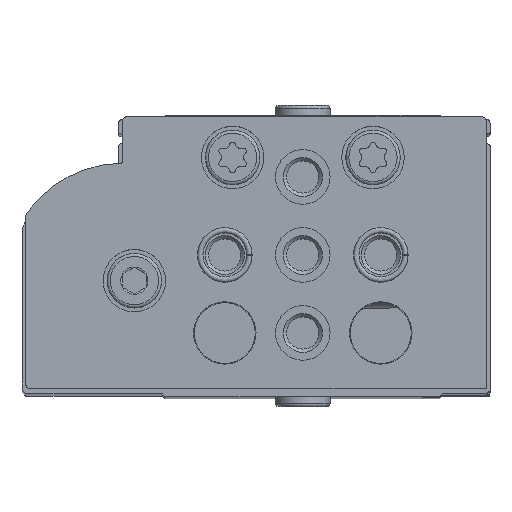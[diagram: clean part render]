
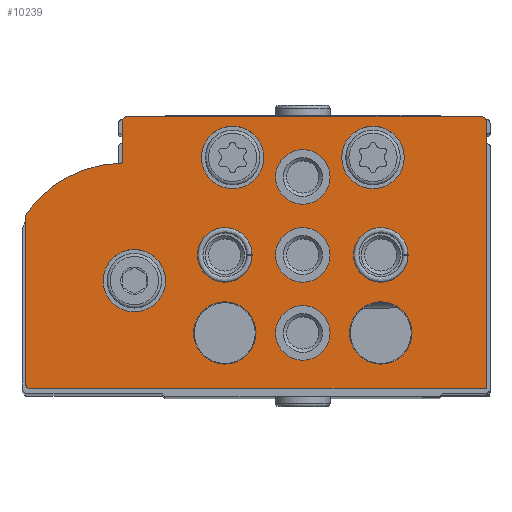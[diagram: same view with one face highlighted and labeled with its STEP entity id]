
A CAD part, top view. The second image highlights one B-rep face of the part: STEP entity #10239.
In plain terms, the highlighted face is planar.
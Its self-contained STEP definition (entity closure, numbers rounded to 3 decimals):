
#1047=LINE('',#17178,#1814);
#1049=LINE('',#17182,#1816);
#1052=LINE('',#17190,#1819);
#1057=LINE('',#17206,#1824);
#1060=LINE('',#17214,#1827);
#1814=VECTOR('',#13884,1000.);
#1816=VECTOR('',#13888,1000.);
#1819=VECTOR('',#13897,1000.);
#1824=VECTOR('',#13916,1000.);
#1827=VECTOR('',#13925,1000.);
#3928=ORIENTED_EDGE('',*,*,#5752,.T.);
#3929=ORIENTED_EDGE('',*,*,#5753,.T.);
#3930=ORIENTED_EDGE('',*,*,#5754,.T.);
#3931=ORIENTED_EDGE('',*,*,#5755,.T.);
#3932=ORIENTED_EDGE('',*,*,#5756,.T.);
#3933=ORIENTED_EDGE('',*,*,#5757,.T.);
#3934=ORIENTED_EDGE('',*,*,#5758,.T.);
#3935=ORIENTED_EDGE('',*,*,#5759,.T.);
#3936=ORIENTED_EDGE('',*,*,#5760,.T.);
#3937=ORIENTED_EDGE('',*,*,#5761,.T.);
#3938=ORIENTED_EDGE('',*,*,#5729,.F.);
#3939=ORIENTED_EDGE('',*,*,#5750,.F.);
#3940=ORIENTED_EDGE('',*,*,#5748,.F.);
#3941=ORIENTED_EDGE('',*,*,#5746,.F.);
#3942=ORIENTED_EDGE('',*,*,#5744,.T.);
#3943=ORIENTED_EDGE('',*,*,#5742,.F.);
#3944=ORIENTED_EDGE('',*,*,#5740,.F.);
#3945=ORIENTED_EDGE('',*,*,#5738,.F.);
#3946=ORIENTED_EDGE('',*,*,#5736,.F.);
#3947=ORIENTED_EDGE('',*,*,#5734,.F.);
#3948=ORIENTED_EDGE('',*,*,#5732,.F.);
#5729=EDGE_CURVE('',#6848,#6849,#7477,.T.);
#5732=EDGE_CURVE('',#6849,#6850,#1047,.T.);
#5734=EDGE_CURVE('',#6850,#6851,#1049,.T.);
#5736=EDGE_CURVE('',#6851,#6852,#7478,.T.);
#5738=EDGE_CURVE('',#6852,#6853,#1052,.T.);
#5740=EDGE_CURVE('',#6853,#6854,#7479,.T.);
#5742=EDGE_CURVE('',#6854,#6855,#7480,.T.);
#5744=EDGE_CURVE('',#6856,#6855,#7481,.T.);
#5746=EDGE_CURVE('',#6856,#6857,#1057,.T.);
#5748=EDGE_CURVE('',#6857,#6858,#7482,.T.);
#5750=EDGE_CURVE('',#6858,#6848,#1060,.T.);
#5752=EDGE_CURVE('',#6859,#6859,#7483,.T.);
#5753=EDGE_CURVE('',#6860,#6860,#7484,.T.);
#5754=EDGE_CURVE('',#6861,#6861,#7485,.T.);
#5755=EDGE_CURVE('',#6862,#6862,#7486,.T.);
#5756=EDGE_CURVE('',#6863,#6863,#7487,.T.);
#5757=EDGE_CURVE('',#6864,#6864,#7488,.T.);
#5758=EDGE_CURVE('',#6865,#6865,#7489,.T.);
#5759=EDGE_CURVE('',#6866,#6866,#7490,.T.);
#5760=EDGE_CURVE('',#6867,#6867,#7491,.T.);
#5761=EDGE_CURVE('',#6868,#6868,#7492,.T.);
#6848=VERTEX_POINT('',#17173);
#6849=VERTEX_POINT('',#17174);
#6850=VERTEX_POINT('',#17179);
#6851=VERTEX_POINT('',#17183);
#6852=VERTEX_POINT('',#17187);
#6853=VERTEX_POINT('',#17191);
#6854=VERTEX_POINT('',#17195);
#6855=VERTEX_POINT('',#17199);
#6856=VERTEX_POINT('',#17203);
#6857=VERTEX_POINT('',#17207);
#6858=VERTEX_POINT('',#17211);
#6859=VERTEX_POINT('',#17218);
#6860=VERTEX_POINT('',#17220);
#6861=VERTEX_POINT('',#17222);
#6862=VERTEX_POINT('',#17224);
#6863=VERTEX_POINT('',#17226);
#6864=VERTEX_POINT('',#17228);
#6865=VERTEX_POINT('',#17230);
#6866=VERTEX_POINT('',#17232);
#6867=VERTEX_POINT('',#17234);
#6868=VERTEX_POINT('',#17236);
#7477=CIRCLE('',#11308,0.5);
#7478=CIRCLE('',#11312,0.5);
#7479=CIRCLE('',#11315,1.);
#7480=CIRCLE('',#11317,15.);
#7481=CIRCLE('',#11319,0.3);
#7482=CIRCLE('',#11322,0.5);
#7483=CIRCLE('',#11325,4.);
#7484=CIRCLE('',#11326,4.);
#7485=CIRCLE('',#11327,4.);
#7486=CIRCLE('',#11328,3.5);
#7487=CIRCLE('',#11329,3.5);
#7488=CIRCLE('',#11330,3.5);
#7489=CIRCLE('',#11331,3.5);
#7490=CIRCLE('',#11332,3.5);
#7491=CIRCLE('',#11333,4.);
#7492=CIRCLE('',#11334,4.);
#8257=EDGE_LOOP('',(#3928));
#8258=EDGE_LOOP('',(#3929));
#8259=EDGE_LOOP('',(#3930));
#8260=EDGE_LOOP('',(#3931));
#8261=EDGE_LOOP('',(#3932));
#8262=EDGE_LOOP('',(#3933));
#8263=EDGE_LOOP('',(#3934));
#8264=EDGE_LOOP('',(#3935));
#8265=EDGE_LOOP('',(#3936));
#8266=EDGE_LOOP('',(#3937));
#8267=EDGE_LOOP('',(#3938,#3939,#3940,#3941,#3942,#3943,#3944,#3945,#3946,
#3947,#3948));
#9182=FACE_BOUND('',#8257,.T.);
#9183=FACE_BOUND('',#8258,.T.);
#9184=FACE_BOUND('',#8259,.T.);
#9185=FACE_BOUND('',#8260,.T.);
#9186=FACE_BOUND('',#8261,.T.);
#9187=FACE_BOUND('',#8262,.T.);
#9188=FACE_BOUND('',#8263,.T.);
#9189=FACE_BOUND('',#8264,.T.);
#9190=FACE_BOUND('',#8265,.T.);
#9191=FACE_BOUND('',#8266,.T.);
#9192=FACE_BOUND('',#8267,.T.);
#9744=PLANE('',#11324);
#10239=ADVANCED_FACE('',(#9182,#9183,#9184,#9185,#9186,#9187,#9188,#9189,
#9190,#9191,#9192),#9744,.F.);
#11308=AXIS2_PLACEMENT_3D('',#17172,#13878,#13879);
#11312=AXIS2_PLACEMENT_3D('',#17186,#13892,#13893);
#11315=AXIS2_PLACEMENT_3D('',#17194,#13901,#13902);
#11317=AXIS2_PLACEMENT_3D('',#17198,#13906,#13907);
#11319=AXIS2_PLACEMENT_3D('',#17202,#13911,#13912);
#11322=AXIS2_PLACEMENT_3D('',#17210,#13920,#13921);
#11324=AXIS2_PLACEMENT_3D('',#17216,#13927,#13928);
#11325=AXIS2_PLACEMENT_3D('',#17217,#13929,#13930);
#11326=AXIS2_PLACEMENT_3D('',#17219,#13931,#13932);
#11327=AXIS2_PLACEMENT_3D('',#17221,#13933,#13934);
#11328=AXIS2_PLACEMENT_3D('',#17223,#13935,#13936);
#11329=AXIS2_PLACEMENT_3D('',#17225,#13937,#13938);
#11330=AXIS2_PLACEMENT_3D('',#17227,#13939,#13940);
#11331=AXIS2_PLACEMENT_3D('',#17229,#13941,#13942);
#11332=AXIS2_PLACEMENT_3D('',#17231,#13943,#13944);
#11333=AXIS2_PLACEMENT_3D('',#17233,#13945,#13946);
#11334=AXIS2_PLACEMENT_3D('',#17235,#13947,#13948);
#13878=DIRECTION('',(0.,0.,1.));
#13879=DIRECTION('',(1.,0.,0.));
#13884=DIRECTION('',(0.,-1.,0.));
#13888=DIRECTION('',(1.,0.,0.));
#13892=DIRECTION('',(0.,0.,1.));
#13893=DIRECTION('',(1.,0.,0.));
#13897=DIRECTION('',(0.,1.,0.));
#13901=DIRECTION('',(0.,0.,1.));
#13902=DIRECTION('',(1.,0.,0.));
#13906=DIRECTION('',(0.,0.,1.));
#13907=DIRECTION('',(1.,0.,0.));
#13911=DIRECTION('',(0.,0.,1.));
#13912=DIRECTION('',(1.,0.,0.));
#13916=DIRECTION('',(0.,1.,0.));
#13920=DIRECTION('',(0.,0.,1.));
#13921=DIRECTION('',(1.,0.,0.));
#13925=DIRECTION('',(-1.,0.,0.));
#13927=DIRECTION('',(0.,0.,1.));
#13928=DIRECTION('',(1.,0.,0.));
#13929=DIRECTION('',(0.,0.,1.));
#13930=DIRECTION('',(1.,0.,0.));
#13931=DIRECTION('',(0.,0.,1.));
#13932=DIRECTION('',(1.,0.,0.));
#13933=DIRECTION('',(0.,0.,1.));
#13934=DIRECTION('',(1.,0.,0.));
#13935=DIRECTION('',(0.,0.,1.));
#13936=DIRECTION('',(1.,0.,0.));
#13937=DIRECTION('',(0.,0.,1.));
#13938=DIRECTION('',(1.,0.,0.));
#13939=DIRECTION('',(0.,0.,1.));
#13940=DIRECTION('',(1.,0.,0.));
#13941=DIRECTION('',(0.,0.,1.));
#13942=DIRECTION('',(1.,0.,0.));
#13943=DIRECTION('',(0.,0.,1.));
#13944=DIRECTION('',(1.,0.,0.));
#13945=DIRECTION('',(0.,0.,1.));
#13946=DIRECTION('',(1.,0.,0.));
#13947=DIRECTION('',(0.,0.,1.));
#13948=DIRECTION('',(1.,0.,0.));
#17172=CARTESIAN_POINT('',(0.5,34.3,0.));
#17173=CARTESIAN_POINT('',(0.5,34.8,0.));
#17174=CARTESIAN_POINT('',(0.,34.3,0.));
#17178=CARTESIAN_POINT('',(0.,34.3,0.));
#17179=CARTESIAN_POINT('',(0.,0.,0.));
#17182=CARTESIAN_POINT('',(0.,0.,0.));
#17183=CARTESIAN_POINT('',(58.5,0.,0.));
#17186=CARTESIAN_POINT('',(58.5,0.5,0.));
#17187=CARTESIAN_POINT('',(59.,0.5,0.));
#17190=CARTESIAN_POINT('',(59.,0.5,0.));
#17191=CARTESIAN_POINT('',(59.,21.976,0.));
#17194=CARTESIAN_POINT('',(58.,21.976,0.));
#17195=CARTESIAN_POINT('',(58.814,22.557,0.));
#17198=CARTESIAN_POINT('',(46.6,13.85,0.));
#17199=CARTESIAN_POINT('',(46.894,28.847,0.));
#17202=CARTESIAN_POINT('',(46.9,29.147,0.));
#17203=CARTESIAN_POINT('',(46.6,29.147,0.));
#17206=CARTESIAN_POINT('',(46.6,29.147,0.));
#17207=CARTESIAN_POINT('',(46.6,34.3,0.));
#17210=CARTESIAN_POINT('',(46.1,34.3,0.));
#17211=CARTESIAN_POINT('',(46.1,34.8,0.));
#17214=CARTESIAN_POINT('',(46.1,34.8,0.));
#17216=CARTESIAN_POINT('',(0.5,34.3,0.));
#17217=CARTESIAN_POINT('',(45.1,13.8,0.));
#17218=CARTESIAN_POINT('',(49.1,13.8,0.));
#17219=CARTESIAN_POINT('',(32.5,29.6,0.));
#17220=CARTESIAN_POINT('',(36.5,29.6,0.));
#17221=CARTESIAN_POINT('',(14.5,29.6,0.));
#17222=CARTESIAN_POINT('',(18.5,29.6,0.));
#17223=CARTESIAN_POINT('',(23.5,27.1,0.));
#17224=CARTESIAN_POINT('',(27.,27.1,0.));
#17225=CARTESIAN_POINT('',(33.5,17.1,0.));
#17226=CARTESIAN_POINT('',(37.,17.1,0.));
#17227=CARTESIAN_POINT('',(23.5,17.1,0.));
#17228=CARTESIAN_POINT('',(27.,17.1,0.));
#17229=CARTESIAN_POINT('',(13.5,17.1,0.));
#17230=CARTESIAN_POINT('',(17.,17.1,0.));
#17231=CARTESIAN_POINT('',(23.5,7.1,0.));
#17232=CARTESIAN_POINT('',(27.,7.1,0.));
#17233=CARTESIAN_POINT('',(33.5,7.1,0.));
#17234=CARTESIAN_POINT('',(37.5,7.1,0.));
#17235=CARTESIAN_POINT('',(13.5,7.1,0.));
#17236=CARTESIAN_POINT('',(17.5,7.1,0.));
